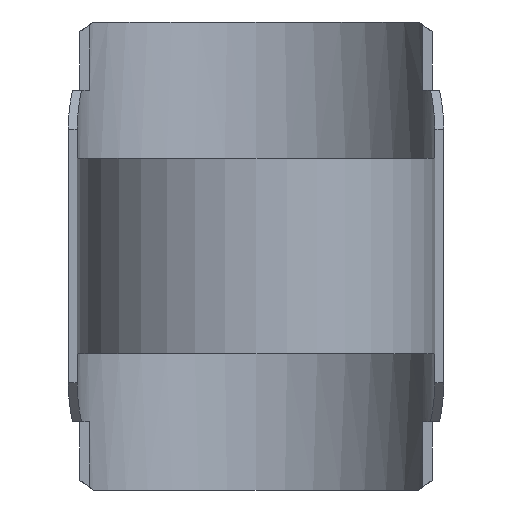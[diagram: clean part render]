
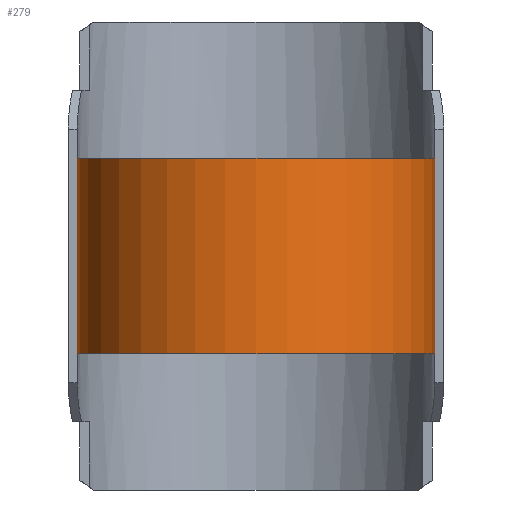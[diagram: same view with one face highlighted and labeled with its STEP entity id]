
A CAD part, front view. The second image highlights one B-rep face of the part: STEP entity #279.
In plain terms, the highlighted cylindrical face has radius 55 mm (diameter 110 mm), a partial arc.
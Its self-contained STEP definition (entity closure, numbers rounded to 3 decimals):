
#219 = EDGE_CURVE( '', #301, #291, #614, .T. );
#279 = ADVANCED_FACE( '', ( #679 ), #680, .T. );
#285 = EDGE_CURVE( '', #311, #355, #686, .T. );
#291 = VERTEX_POINT( '', #692 );
#297 = EDGE_CURVE( '', #291, #311, #698, .T. );
#301 = VERTEX_POINT( '', #702 );
#311 = VERTEX_POINT( '', #712 );
#355 = VERTEX_POINT( '', #763 );
#407 = EDGE_CURVE( '', #301, #355, #820, .T. );
#614 = LINE( '', #1043, #1044 );
#679 = FACE_OUTER_BOUND( '', #1201, .T. );
#680 = CYLINDRICAL_SURFACE( '', #1202, 55. );
#686 = LINE( '', #1211, #1212 );
#692 = CARTESIAN_POINT( '', ( -55., 0., -30. ) );
#698 = CIRCLE( '', #1229, 55. );
#702 = CARTESIAN_POINT( '', ( -55., 0., 30. ) );
#712 = CARTESIAN_POINT( '', ( 55., 0., -30. ) );
#763 = CARTESIAN_POINT( '', ( 55., 0., 30. ) );
#820 = CIRCLE( '', #1420, 55. );
#1043 = CARTESIAN_POINT( '', ( -55., 0., 0. ) );
#1044 = VECTOR( '', #1734, 1. );
#1201 = EDGE_LOOP( '', ( #1789, #1790, #1791, #1792 ) );
#1202 = AXIS2_PLACEMENT_3D( '', #1793, #1794, #1795 );
#1211 = CARTESIAN_POINT( '', ( 55., 0., 0. ) );
#1212 = VECTOR( '', #1802, 1. );
#1229 = AXIS2_PLACEMENT_3D( '', #1805, #1806, #1807 );
#1420 = AXIS2_PLACEMENT_3D( '', #1949, #1950, #1951 );
#1734 = DIRECTION( '', ( 0., 0., -1. ) );
#1789 = ORIENTED_EDGE( '', *, *, #285, .T. );
#1790 = ORIENTED_EDGE( '', *, *, #407, .F. );
#1791 = ORIENTED_EDGE( '', *, *, #219, .T. );
#1792 = ORIENTED_EDGE( '', *, *, #297, .T. );
#1793 = CARTESIAN_POINT( '', ( 0., 0., 30. ) );
#1794 = DIRECTION( '', ( 0., 0., 1. ) );
#1795 = DIRECTION( '', ( 1., 0., 0. ) );
#1802 = DIRECTION( '', ( 0., 0., 1. ) );
#1805 = CARTESIAN_POINT( '', ( 0., 0., -30. ) );
#1806 = DIRECTION( '', ( 0., 0., 1. ) );
#1807 = DIRECTION( '', ( 1., 0., 0. ) );
#1949 = CARTESIAN_POINT( '', ( 0., 0., 30. ) );
#1950 = DIRECTION( '', ( 0., 0., 1. ) );
#1951 = DIRECTION( '', ( 1., 0., 0. ) );
